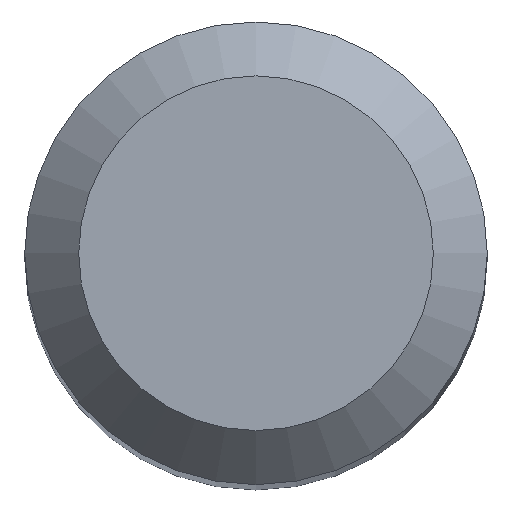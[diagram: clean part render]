
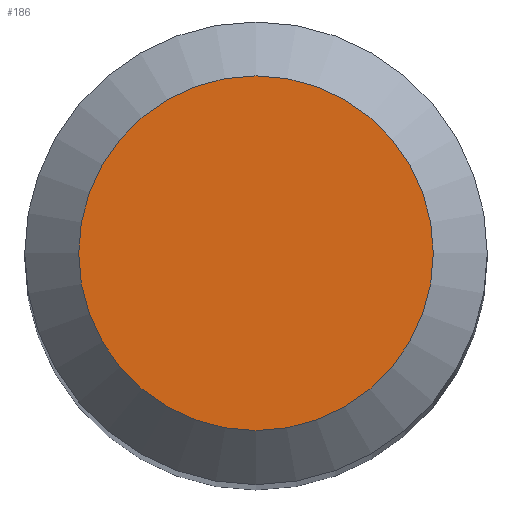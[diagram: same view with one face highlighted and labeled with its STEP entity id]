
A CAD part, top view. The second image highlights one B-rep face of the part: STEP entity #186.
In plain terms, the highlighted planar face has unit normal (0, 0, 1).
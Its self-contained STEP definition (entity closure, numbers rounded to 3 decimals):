
#5 = FACE_OUTER_BOUND ( 'NONE', #32, .T. ) ;
#9 = CARTESIAN_POINT ( 'NONE',  ( 0., 0., 66. ) ) ;
#23 = CARTESIAN_POINT ( 'NONE',  ( 0., 2.3, 66. ) ) ;
#24 = AXIS2_PLACEMENT_3D ( 'NONE', #157, #242, #54 ) ;
#32 = EDGE_LOOP ( 'NONE', ( #181 ) ) ;
#42 = DIRECTION ( 'NONE',  ( 0., 1., 0. ) ) ;
#43 = VERTEX_POINT ( 'NONE', #23 ) ;
#54 = DIRECTION ( 'NONE',  ( 0., 1., 0. ) ) ;
#65 = PLANE ( 'NONE',  #204 ) ;
#100 = EDGE_CURVE ( 'NONE', #43, #43, #220, .T. ) ;
#157 = CARTESIAN_POINT ( 'NONE',  ( 0., 0., 66. ) ) ;
#169 = DIRECTION ( 'NONE',  ( 0., 0., -1. ) ) ;
#181 = ORIENTED_EDGE ( 'NONE', *, *, #100, .F. ) ;
#186 = ADVANCED_FACE ( 'NONE', ( #5 ), #65, .F. ) ;
#204 = AXIS2_PLACEMENT_3D ( 'NONE', #9, #169, #42 ) ;
#220 = CIRCLE ( 'NONE', #24, 2.3 ) ;
#242 = DIRECTION ( 'NONE',  ( 0., 0., -1. ) ) ;
